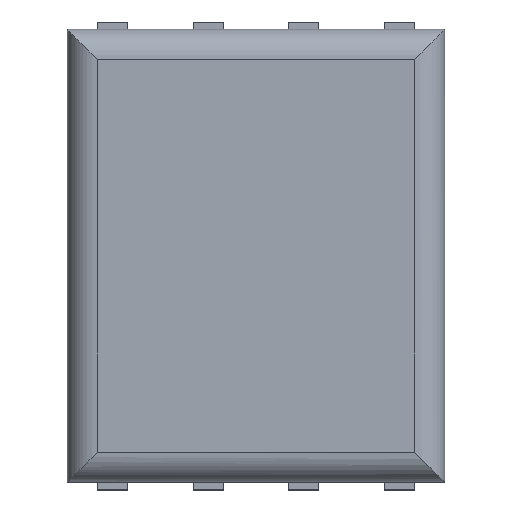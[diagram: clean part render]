
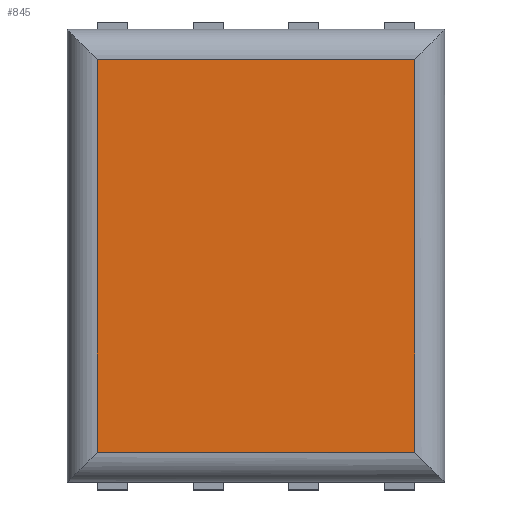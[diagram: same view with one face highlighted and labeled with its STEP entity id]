
A CAD part, top view. The second image highlights one B-rep face of the part: STEP entity #845.
In plain terms, the highlighted planar face has unit normal (0, 0, 1).
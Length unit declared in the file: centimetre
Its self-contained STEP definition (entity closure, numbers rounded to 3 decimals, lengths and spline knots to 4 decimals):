
#15=PLANE($,#926);
#73=FACE_OUTER_BOUND($,#131,.T.);
#131=EDGE_LOOP($,(#627,#628,#629,#630));
#187=LINE($,#1220,#299);
#190=LINE($,#1230,#302);
#191=LINE($,#1234,#303);
#193=LINE($,#1239,#305);
#299=VECTOR($,#982,0.52);
#302=VECTOR($,#991,0.42);
#303=VECTOR($,#996,0.42);
#305=VECTOR($,#1002,0.52);
#411=VERTEX_POINT($,#1218);
#412=VERTEX_POINT($,#1219);
#416=VERTEX_POINT($,#1229);
#417=VERTEX_POINT($,#1233);
#487=EDGE_CURVE($,#411,#412,#187,.T.);
#492=EDGE_CURVE($,#412,#416,#190,.T.);
#494=EDGE_CURVE($,#417,#411,#191,.T.);
#497=EDGE_CURVE($,#416,#417,#193,.T.);
#627=ORIENTED_EDGE($,*,*,#487,.F.);
#628=ORIENTED_EDGE($,*,*,#494,.F.);
#629=ORIENTED_EDGE($,*,*,#497,.F.);
#630=ORIENTED_EDGE($,*,*,#492,.F.);
#845=ADVANCED_FACE($,(#73),#15,.T.);
#926=AXIS2_PLACEMENT_3D($,#1251,#1013,#1014);
#982=DIRECTION($,(0.,-1.,0.));
#991=DIRECTION($,(-1.,0.,0.));
#996=DIRECTION($,(1.,0.,0.));
#1002=DIRECTION($,(0.,1.,0.));
#1013=DIRECTION('center_axis',(0.,0.,1.));
#1014=DIRECTION('ref_axis',(1.,0.,0.));
#1218=CARTESIAN_POINT('',(0.21,0.26,0.1));
#1219=CARTESIAN_POINT('',(0.21,-0.26,0.1));
#1220=CARTESIAN_POINT($,(0.21,0.,0.1));
#1229=CARTESIAN_POINT('',(-0.21,-0.26,0.1));
#1230=CARTESIAN_POINT($,(0.,-0.26,0.1));
#1233=CARTESIAN_POINT('',(-0.21,0.26,0.1));
#1234=CARTESIAN_POINT($,(0.,0.26,0.1));
#1239=CARTESIAN_POINT($,(-0.21,0.,0.1));
#1251=CARTESIAN_POINT('Origin',(0.,0.,0.1));
